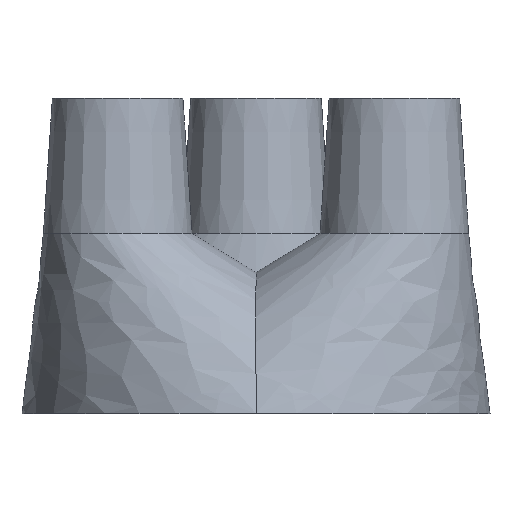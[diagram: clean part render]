
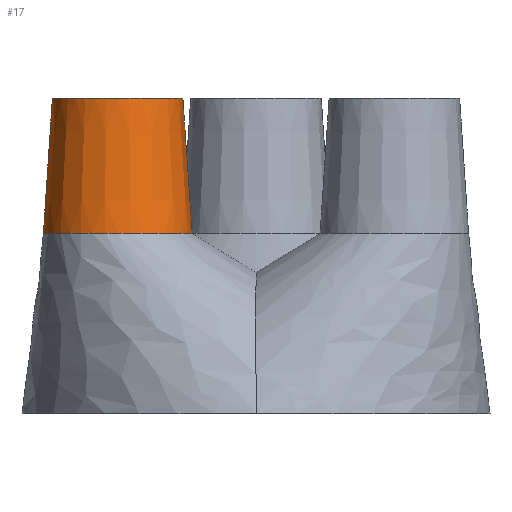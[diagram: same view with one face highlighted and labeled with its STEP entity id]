
A CAD part, front view. The second image highlights one B-rep face of the part: STEP entity #17.
In plain terms, the highlighted conical face has half-angle 3.814 degrees and reference radius 16.5 mm.
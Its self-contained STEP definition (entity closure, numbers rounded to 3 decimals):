
#17 = ADVANCED_FACE('',(#18),#44,.T.);
#18 = FACE_BOUND('',#19,.T.);
#19 = EDGE_LOOP('',(#20,#29,#36,#43));
#20 = ORIENTED_EDGE('',*,*,#21,.T.);
#21 = EDGE_CURVE('',#22,#22,#24,.T.);
#22 = VERTEX_POINT('',#23);
#23 = CARTESIAN_POINT('',(-38.994,-3.461,40.));
#24 = CIRCLE('',#25,16.5);
#25 = AXIS2_PLACEMENT_3D('',#26,#27,#28);
#26 = CARTESIAN_POINT('',(-30.744,-17.75,40.));
#27 = DIRECTION('',(0.,0.,1.));
#28 = DIRECTION('',(-0.5,0.866,0.));
#29 = ORIENTED_EDGE('',*,*,#30,.T.);
#30 = EDGE_CURVE('',#22,#31,#33,.T.);
#31 = VERTEX_POINT('',#32);
#32 = CARTESIAN_POINT('',(-37.994,-5.193,70.));
#33 = B_SPLINE_CURVE_WITH_KNOTS('',1,(#34,#35),.UNSPECIFIED.,.F.,.F.,(2,
    2),(0.,1.),.PIECEWISE_BEZIER_KNOTS.);
#34 = CARTESIAN_POINT('',(-38.994,-3.461,40.));
#35 = CARTESIAN_POINT('',(-37.994,-5.193,70.));
#36 = ORIENTED_EDGE('',*,*,#37,.F.);
#37 = EDGE_CURVE('',#31,#31,#38,.T.);
#38 = CIRCLE('',#39,14.5);
#39 = AXIS2_PLACEMENT_3D('',#40,#41,#42);
#40 = CARTESIAN_POINT('',(-30.744,-17.75,70.));
#41 = DIRECTION('',(0.,0.,1.));
#42 = DIRECTION('',(-0.5,0.866,0.));
#43 = ORIENTED_EDGE('',*,*,#30,.F.);
#44 = CONICAL_SURFACE('',#45,16.5,0.067);
#45 = AXIS2_PLACEMENT_3D('',#46,#47,#48);
#46 = CARTESIAN_POINT('',(-30.744,-17.75,40.));
#47 = DIRECTION('',(0.,0.,-1.));
#48 = DIRECTION('',(-0.5,0.866,0.));
